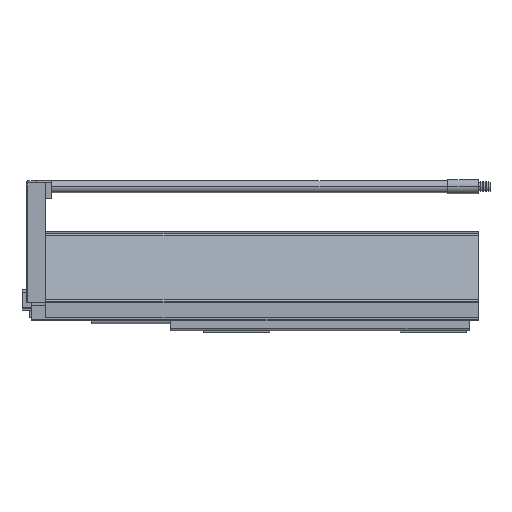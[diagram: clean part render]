
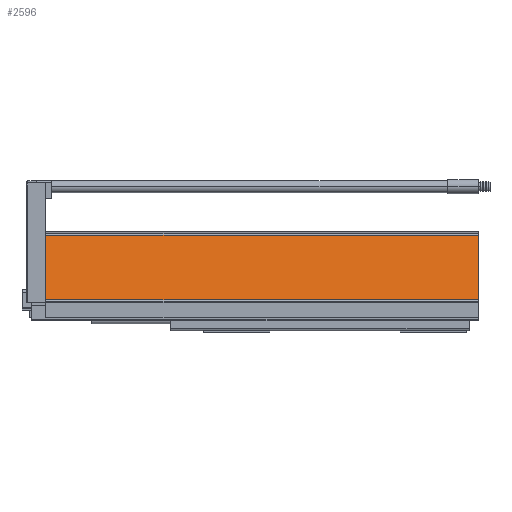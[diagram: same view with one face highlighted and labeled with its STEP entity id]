
A CAD part, top view. The second image highlights one B-rep face of the part: STEP entity #2596.
In plain terms, the highlighted planar face has unit normal (0, 0.208, 0.978).
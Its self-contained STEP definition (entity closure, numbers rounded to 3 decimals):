
#228 = ORIENTED_EDGE ( 'NONE', *, *, #3452, .F. ) ;
#362 = CARTESIAN_POINT ( 'NONE',  ( 0., 17.084, 34.466 ) ) ;
#406 = CARTESIAN_POINT ( 'NONE',  ( -442., 80.422, 21.003 ) ) ;
#598 = LINE ( 'NONE', #4285, #6871 ) ;
#718 = ORIENTED_EDGE ( 'NONE', *, *, #4364, .T. ) ;
#850 = EDGE_LOOP ( 'NONE', ( #228, #718, #10285, #11496 ) ) ;
#1297 = CARTESIAN_POINT ( 'NONE',  ( 0., 17.084, 34.466 ) ) ;
#1400 = LINE ( 'NONE', #362, #9258 ) ;
#1617 = VECTOR ( 'NONE', #5182, 1000. ) ;
#1755 = EDGE_CURVE ( 'NONE', #7840, #5946, #11001, .T. ) ;
#2062 = EDGE_CURVE ( 'NONE', #10497, #5946, #1400, .T. ) ;
#2596 = ADVANCED_FACE ( 'NONE', ( #9605 ), #8692, .T. ) ;
#3160 = VECTOR ( 'NONE', #3686, 1000. ) ;
#3204 = DIRECTION ( 'NONE',  ( 0., -0.978, 0.208 ) ) ;
#3452 = EDGE_CURVE ( 'NONE', #6148, #7840, #598, .T. ) ;
#3493 = AXIS2_PLACEMENT_3D ( 'NONE', #406, #7771, #3204 ) ;
#3686 = DIRECTION ( 'NONE',  ( 0., -0.978, 0.208 ) ) ;
#4185 = DIRECTION ( 'NONE',  ( 1., 0., 0. ) ) ;
#4236 = CARTESIAN_POINT ( 'NONE',  ( -425.5, 80.422, 21.003 ) ) ;
#4285 = CARTESIAN_POINT ( 'NONE',  ( -442., 80.422, 21.003 ) ) ;
#4364 = EDGE_CURVE ( 'NONE', #6148, #10497, #9005, .T. ) ;
#5178 = DIRECTION ( 'NONE',  ( 1., 0., 0. ) ) ;
#5182 = DIRECTION ( 'NONE',  ( 0., -0.978, 0.208 ) ) ;
#5946 = VERTEX_POINT ( 'NONE', #1297 ) ;
#6148 = VERTEX_POINT ( 'NONE', #4236 ) ;
#6378 = CARTESIAN_POINT ( 'NONE',  ( -425.5, 17.084, 34.466 ) ) ;
#6871 = VECTOR ( 'NONE', #4185, 1000. ) ;
#6990 = CARTESIAN_POINT ( 'NONE',  ( 0., 80.422, 21.003 ) ) ;
#7771 = DIRECTION ( 'NONE',  ( 0., 0.208, 0.978 ) ) ;
#7840 = VERTEX_POINT ( 'NONE', #6990 ) ;
#8692 = PLANE ( 'NONE',  #3493 ) ;
#9005 = LINE ( 'NONE', #10876, #1617 ) ;
#9258 = VECTOR ( 'NONE', #5178, 1000. ) ;
#9605 = FACE_OUTER_BOUND ( 'NONE', #850, .T. ) ;
#10285 = ORIENTED_EDGE ( 'NONE', *, *, #2062, .T. ) ;
#10497 = VERTEX_POINT ( 'NONE', #6378 ) ;
#10876 = CARTESIAN_POINT ( 'NONE',  ( -425.5, 80.422, 21.003 ) ) ;
#10888 = CARTESIAN_POINT ( 'NONE',  ( 0., 80.422, 21.003 ) ) ;
#11001 = LINE ( 'NONE', #10888, #3160 ) ;
#11496 = ORIENTED_EDGE ( 'NONE', *, *, #1755, .F. ) ;
